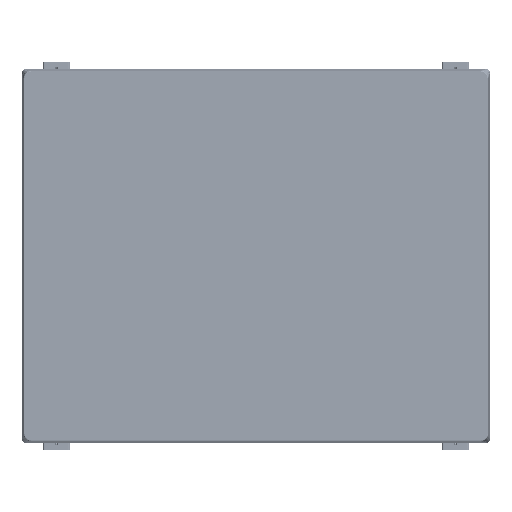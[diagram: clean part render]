
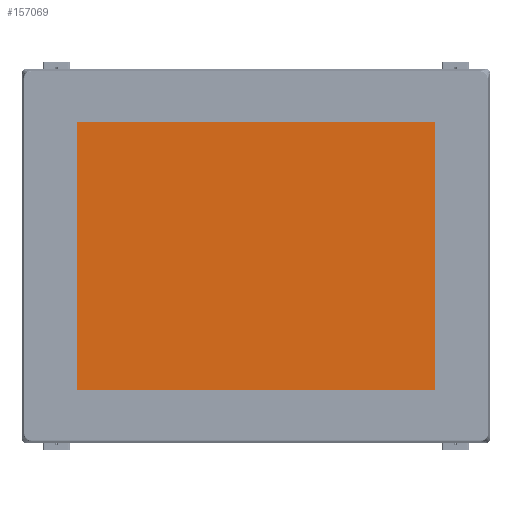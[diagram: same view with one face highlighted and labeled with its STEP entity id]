
A CAD part, top view. The second image highlights one B-rep face of the part: STEP entity #157069.
In plain terms, the highlighted planar face has unit normal (0, 0, 1).
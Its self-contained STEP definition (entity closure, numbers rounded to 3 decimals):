
#14657=LINE('',#264183,#29968);
#14658=LINE('',#264187,#29969);
#14659=LINE('',#264191,#29970);
#14660=LINE('',#264194,#29971);
#29968=VECTOR('',#200178,10.);
#29969=VECTOR('',#200181,10.);
#29970=VECTOR('',#200184,10.);
#29971=VECTOR('',#200187,10.);
#38031=PLANE('',#168340);
#47211=FACE_OUTER_BOUND('',#56226,.T.);
#56226=EDGE_LOOP('',(#129400,#129401,#129402,#129403,#129404,#129405,#129406,
#129407));
#62093=CIRCLE('',#168341,0.5);
#62094=CIRCLE('',#168342,0.5);
#62095=CIRCLE('',#168343,0.5);
#62096=CIRCLE('',#168344,0.5);
#73246=VERTEX_POINT('',#264179);
#73247=VERTEX_POINT('',#264180);
#73248=VERTEX_POINT('',#264182);
#73249=VERTEX_POINT('',#264184);
#73250=VERTEX_POINT('',#264186);
#73251=VERTEX_POINT('',#264188);
#73252=VERTEX_POINT('',#264190);
#73253=VERTEX_POINT('',#264192);
#92749=EDGE_CURVE('',#73246,#73247,#62093,.T.);
#92750=EDGE_CURVE('',#73247,#73248,#14657,.T.);
#92751=EDGE_CURVE('',#73248,#73249,#62094,.T.);
#92752=EDGE_CURVE('',#73249,#73250,#14658,.T.);
#92753=EDGE_CURVE('',#73250,#73251,#62095,.T.);
#92754=EDGE_CURVE('',#73251,#73252,#14659,.T.);
#92755=EDGE_CURVE('',#73252,#73253,#62096,.T.);
#92756=EDGE_CURVE('',#73253,#73246,#14660,.T.);
#129400=ORIENTED_EDGE('',*,*,#92749,.T.);
#129401=ORIENTED_EDGE('',*,*,#92750,.T.);
#129402=ORIENTED_EDGE('',*,*,#92751,.T.);
#129403=ORIENTED_EDGE('',*,*,#92752,.T.);
#129404=ORIENTED_EDGE('',*,*,#92753,.T.);
#129405=ORIENTED_EDGE('',*,*,#92754,.T.);
#129406=ORIENTED_EDGE('',*,*,#92755,.T.);
#129407=ORIENTED_EDGE('',*,*,#92756,.T.);
#157069=ADVANCED_FACE('',(#47211),#38031,.T.);
#168340=AXIS2_PLACEMENT_3D('',#264178,#200174,#200175);
#168341=AXIS2_PLACEMENT_3D('',#264181,#200176,#200177);
#168342=AXIS2_PLACEMENT_3D('',#264185,#200179,#200180);
#168343=AXIS2_PLACEMENT_3D('',#264189,#200182,#200183);
#168344=AXIS2_PLACEMENT_3D('',#264193,#200185,#200186);
#200174=DIRECTION('center_axis',(0.,0.,
1.));
#200175=DIRECTION('ref_axis',(1.,0.,0.));
#200176=DIRECTION('center_axis',(0.,0.,
1.));
#200177=DIRECTION('ref_axis',(0.,-1.,0.));
#200178=DIRECTION('',(0.,-1.,0.));
#200179=DIRECTION('center_axis',(0.,0.,
1.));
#200180=DIRECTION('ref_axis',(1.,0.,0.));
#200181=DIRECTION('',(1.,0.,0.));
#200182=DIRECTION('center_axis',(0.,0.,
1.));
#200183=DIRECTION('ref_axis',(0.,1.,0.));
#200184=DIRECTION('',(0.,1.,0.));
#200185=DIRECTION('center_axis',(0.,0.,
1.));
#200186=DIRECTION('ref_axis',(-1.,0.,0.));
#200187=DIRECTION('',(-1.,0.,0.));
#264178=CARTESIAN_POINT('Origin',(0.,0.,
-0.2));
#264179=CARTESIAN_POINT('',(-105.6,79.7,-0.2));
#264180=CARTESIAN_POINT('',(-106.1,79.2,-0.2));
#264181=CARTESIAN_POINT('Origin',(-105.6,79.2,-0.2));
#264182=CARTESIAN_POINT('',(-106.1,-79.2,-0.2));
#264183=CARTESIAN_POINT('',(-106.1,-39.6,-0.2));
#264184=CARTESIAN_POINT('',(-105.6,-79.7,-0.2));
#264185=CARTESIAN_POINT('Origin',(-105.6,-79.2,-0.2));
#264186=CARTESIAN_POINT('',(105.6,-79.7,-0.2));
#264187=CARTESIAN_POINT('',(52.8,-79.7,-0.2));
#264188=CARTESIAN_POINT('',(106.1,-79.2,-0.2));
#264189=CARTESIAN_POINT('Origin',(105.6,-79.2,-0.2));
#264190=CARTESIAN_POINT('',(106.1,79.2,-0.2));
#264191=CARTESIAN_POINT('',(106.1,39.6,-0.2));
#264192=CARTESIAN_POINT('',(105.6,79.7,-0.2));
#264193=CARTESIAN_POINT('Origin',(105.6,79.2,-0.2));
#264194=CARTESIAN_POINT('',(-52.8,79.7,-0.2));
